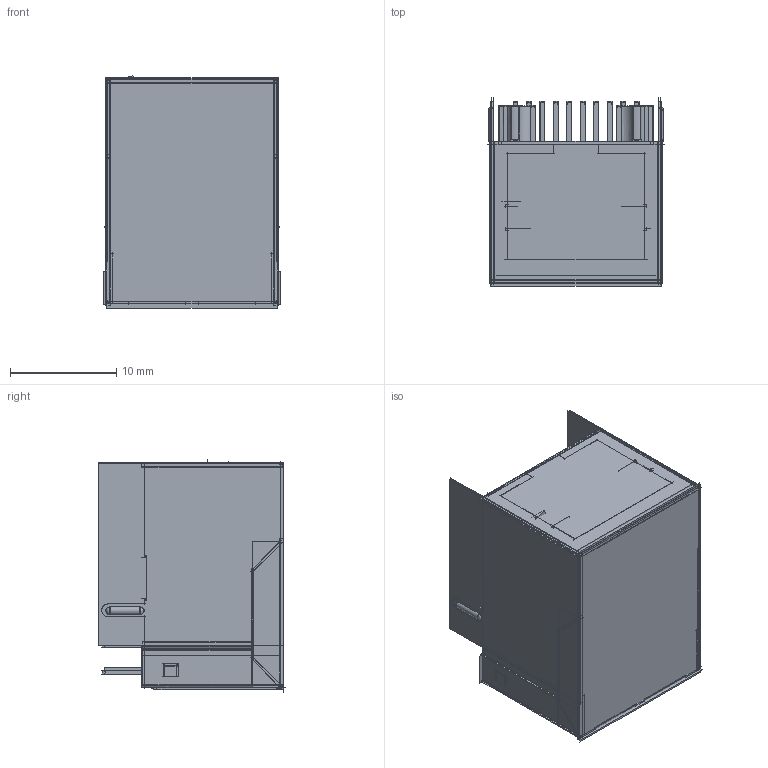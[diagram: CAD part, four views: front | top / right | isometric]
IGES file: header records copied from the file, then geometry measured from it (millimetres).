
Start section:  PTC IGES file: DGKYD111Q066AE6A1D.igs
Global section: file name: DGKYD111Q066AE6A1D.igs; native system: Creo Parametric by PTC Inc.; preprocessor: 2018400; author: Administrator; organization: Unknown; date: 20210421.135200; units: millimetre
Bounding box: 16.64 x 17.7 x 21.91 mm (x, y, z)
Volume: 6282.8 mm3; surface area: 103999.3 mm2
Topology: 24 solids, 24 shells, 2472 faces, 16305 edges, 22907 vertices
Faces by surface type: bspline 1978, revolution 398, extrusion 96
